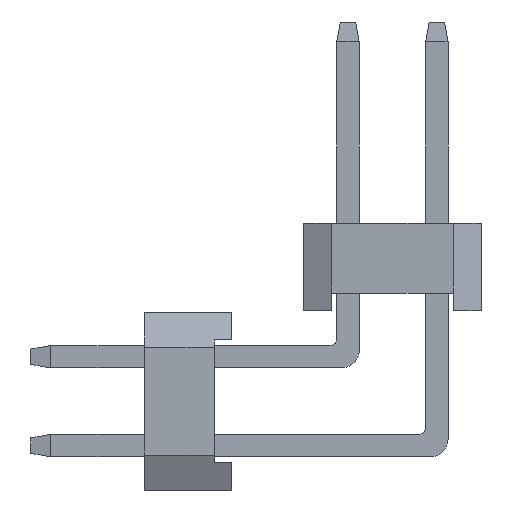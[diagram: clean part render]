
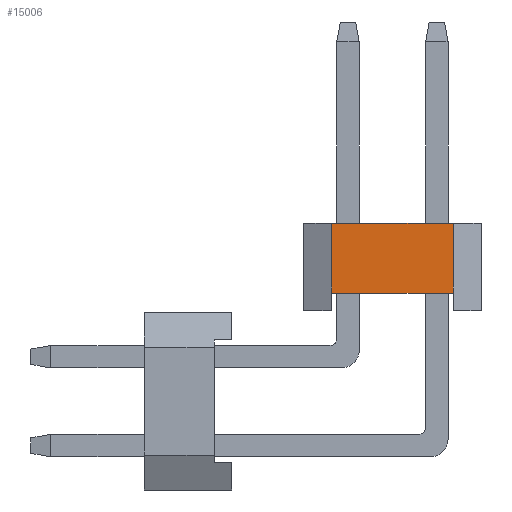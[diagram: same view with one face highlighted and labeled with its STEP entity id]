
A CAD part, left-side view. The second image highlights one B-rep face of the part: STEP entity #15006.
In plain terms, the highlighted planar face has unit normal (-1, 0, 0).
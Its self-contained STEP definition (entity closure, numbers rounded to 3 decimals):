
#307 = VERTEX_POINT ( 'NONE', #21162 ) ;
#1393 = DIRECTION ( 'NONE',  ( 0., -1., 0. ) ) ;
#2164 = VERTEX_POINT ( 'NONE', #8934 ) ;
#2432 = CARTESIAN_POINT ( 'NONE',  ( -50.8, -1.74, -7.5 ) ) ;
#2742 = VERTEX_POINT ( 'NONE', #10768 ) ;
#3453 = VECTOR ( 'NONE', #5092, 1000. ) ;
#5092 = DIRECTION ( 'NONE',  ( 0., 0., 1. ) ) ;
#5208 = FACE_OUTER_BOUND ( 'NONE', #15759, .T. ) ;
#6805 = CARTESIAN_POINT ( 'NONE',  ( -50.8, 1.74, 2.5 ) ) ;
#6836 = CARTESIAN_POINT ( 'NONE',  ( -50.8, 1.75, 0.5 ) ) ;
#7401 = EDGE_CURVE ( 'NONE', #2742, #2164, #17185, .T. ) ;
#8470 = VECTOR ( 'NONE', #1393, 1000. ) ;
#8694 = VERTEX_POINT ( 'NONE', #6805 ) ;
#8934 = CARTESIAN_POINT ( 'NONE',  ( -50.8, 1.74, 0.5 ) ) ;
#10768 = CARTESIAN_POINT ( 'NONE',  ( -50.8, -1.74, 0.5 ) ) ;
#10881 = VECTOR ( 'NONE', #12648, 1000. ) ;
#11631 = ORIENTED_EDGE ( 'NONE', *, *, #7401, .F. ) ;
#12362 = DIRECTION ( 'NONE',  ( 1., 0., 0. ) ) ;
#12648 = DIRECTION ( 'NONE',  ( 0., 0., 1. ) ) ;
#13227 = ORIENTED_EDGE ( 'NONE', *, *, #19368, .F. ) ;
#13680 = CARTESIAN_POINT ( 'NONE',  ( -50.8, -2.54, 2.5 ) ) ;
#14190 = LINE ( 'NONE', #19179, #3453 ) ;
#14295 = LINE ( 'NONE', #2432, #10881 ) ;
#15006 = ADVANCED_FACE ( 'NONE', ( #5208 ), #17220, .F. ) ;
#15586 = EDGE_CURVE ( 'NONE', #2164, #8694, #14190, .T. ) ;
#15759 = EDGE_LOOP ( 'NONE', ( #15936, #11631, #20830, #13227 ) ) ;
#15936 = ORIENTED_EDGE ( 'NONE', *, *, #15586, .F. ) ;
#16470 = CARTESIAN_POINT ( 'NONE',  ( -50.8, -2.54, 2.5 ) ) ;
#17080 = DIRECTION ( 'NONE',  ( 0., 1., 0. ) ) ;
#17185 = LINE ( 'NONE', #6836, #19895 ) ;
#17220 = PLANE ( 'NONE',  #21123 ) ;
#17331 = DIRECTION ( 'NONE',  ( 0., 0., -1. ) ) ;
#18208 = EDGE_CURVE ( 'NONE', #2742, #307, #14295, .T. ) ;
#18250 = LINE ( 'NONE', #16470, #8470 ) ;
#19179 = CARTESIAN_POINT ( 'NONE',  ( -50.8, 1.74, -7.5 ) ) ;
#19368 = EDGE_CURVE ( 'NONE', #8694, #307, #18250, .T. ) ;
#19895 = VECTOR ( 'NONE', #17080, 1000. ) ;
#20830 = ORIENTED_EDGE ( 'NONE', *, *, #18208, .T. ) ;
#21123 = AXIS2_PLACEMENT_3D ( 'NONE', #13680, #12362, #17331 ) ;
#21162 = CARTESIAN_POINT ( 'NONE',  ( -50.8, -1.74, 2.5 ) ) ;
